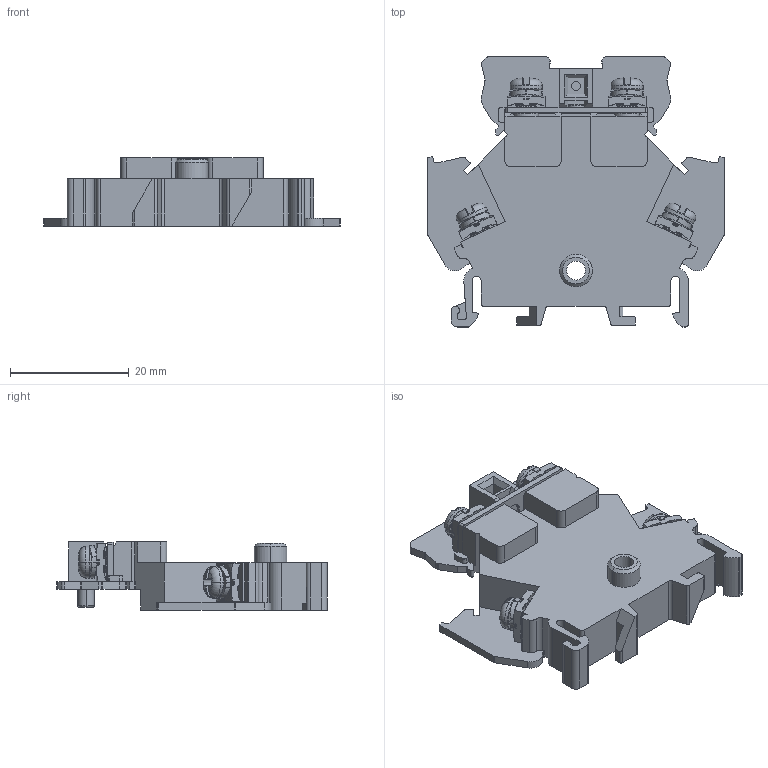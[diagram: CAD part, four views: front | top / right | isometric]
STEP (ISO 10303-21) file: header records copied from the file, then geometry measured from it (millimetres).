
FILE_DESCRIPTION((''),'2;1');
FILE_NAME('12123','2022-08-05T',('Administrator'),(''),'PRO/ENGINEER BY PARAMETRIC TECHNOLOGY CORPORATION, 2013230','PRO/ENGINEER BY PARAMETRIC TECHNOLOGY CORPORATION, 2013230','');
FILE_SCHEMA(('CONFIG_CONTROL_DESIGN'));
Products named in the file (1): 12123
Bounding box: 50 x 45.5 x 11.5 mm (x, y, z)
Volume: 9254.2 mm3; surface area: 7499.1 mm2
Topology: 7 solids, 10 shells, 1402 faces, 3709 edges, 2276 vertices
Faces by surface type: cylinder 477, plane 351, bspline 292, torus 161, cone 65, sphere 56
Entity records: 76284 total; most frequent: CARTESIAN_POINT 34135, ORIENTED_EDGE 7290, DIRECTION 6105, EDGE_CURVE 3645, VERTEX_POINT 2276, AXIS2_PLACEMENT_3D 2275, VECTOR 1555, LINE 1555
